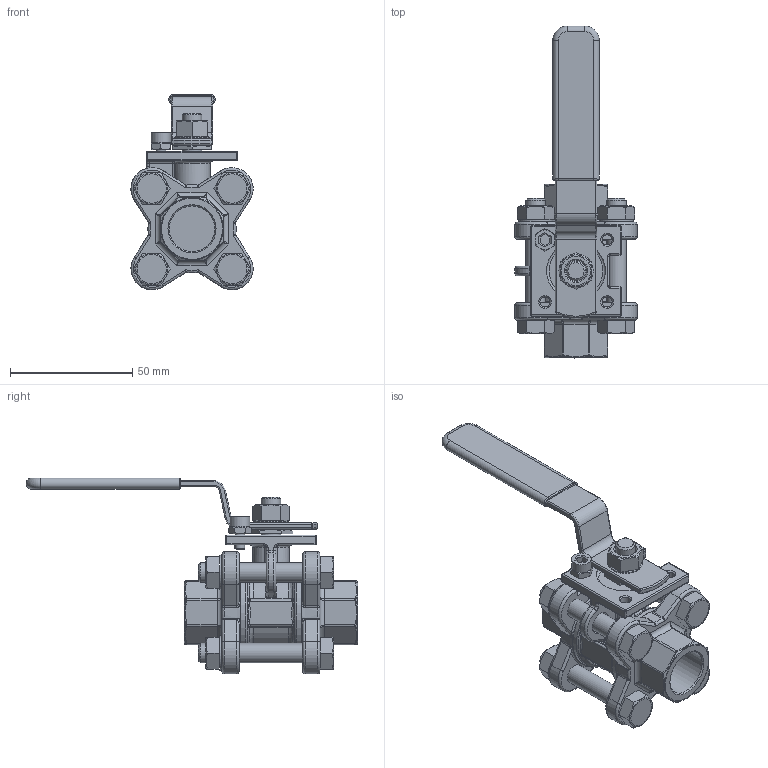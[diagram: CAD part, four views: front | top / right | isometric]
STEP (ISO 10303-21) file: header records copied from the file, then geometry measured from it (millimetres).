
FILE_DESCRIPTION((''),'2;1');
FILE_NAME('bv100-015-screw-00.stp','2011-08-24T16:05:26',('sugie07'),(''),'Autodesk Inventor 2012','Autodesk Inventor 2012','');
FILE_SCHEMA(('AUTOMOTIVE_DESIGN { 1 0 10303 214 1 1 1 1 }'));
Length unit declared in the file: millimetre
Products named in the file (1): bv100-015-screw-00
Bounding box: 49.91 x 135.5 x 79.95 mm (x, y, z)
Volume: 88391.1 mm3; surface area: 34755.4 mm2
Topology: 6 solids, 6 shells, 723 faces, 1665 edges, 949 vertices
Faces by surface type: cylinder 221, plane 210, bspline 151, torus 84, cone 35, sphere 22
Full cylindrical faces by diameter (mm): 4 x1, 4.134 x4, 8 x15, 8.566 x1, 9.5 x1, 10 x1, 14 x5, 18.631 x2, 24 x1, 26 x2, 36 x2
Entity records: 23823 total; most frequent: CARTESIAN_POINT 8989, ORIENTED_EDGE 3060, DIRECTION 2909, EDGE_CURVE 1530, AXIS2_PLACEMENT_3D 1195, VERTEX_POINT 932, EDGE_LOOP 856, FACE_OUTER_BOUND 723
